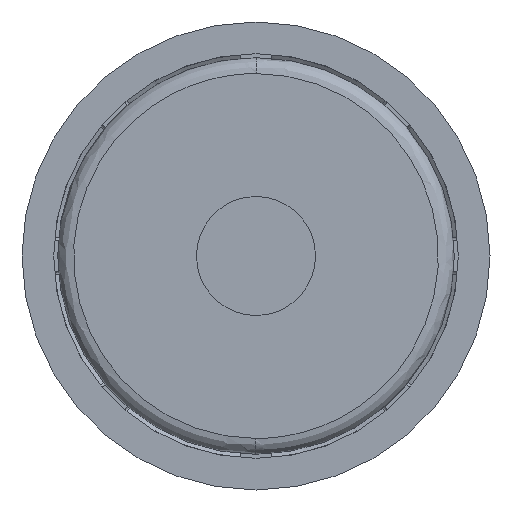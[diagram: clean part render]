
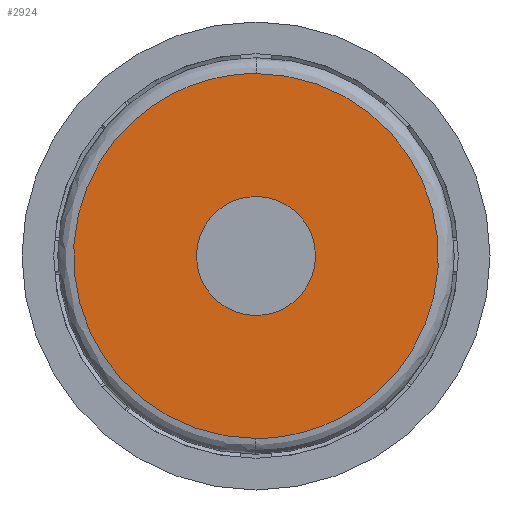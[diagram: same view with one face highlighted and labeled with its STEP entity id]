
A CAD part, front view. The second image highlights one B-rep face of the part: STEP entity #2924.
In plain terms, the highlighted planar face has unit normal (0, -1, 0).
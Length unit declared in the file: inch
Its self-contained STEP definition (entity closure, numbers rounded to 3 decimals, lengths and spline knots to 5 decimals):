
#125 = DIRECTION ( 'NONE',  ( -0.003, 0., -1. ) ) ;
#1195 = CARTESIAN_POINT ( 'NONE',  ( -0.57426, 0.35621, 0.9379 ) ) ;
#1336 = DIRECTION ( 'NONE',  ( 0., 1., 0. ) ) ;
#1650 = CIRCLE ( 'NONE', #5470, 0.29528 ) ;
#1758 = AXIS2_PLACEMENT_3D ( 'NONE', #8566, #3068, #9546 ) ;
#1990 =( BOUNDED_CURVE ( )  B_SPLINE_CURVE ( 3, ( #7673, #1195, #4006, #10490 ),
 .UNSPECIFIED., .F., .F. ) 
 B_SPLINE_CURVE_WITH_KNOTS ( ( 4, 4 ),
 ( 0., 1. ),
 .UNSPECIFIED. ) 
 CURVE ( )  GEOMETRIC_REPRESENTATION_ITEM ( )  RATIONAL_B_SPLINE_CURVE ( ( 1., 0.333, 0.333, 1. ) ) 
 REPRESENTATION_ITEM ( '' )  );
#2139 = PLANE ( 'NONE',  #1758 ) ;
#2205 = CARTESIAN_POINT ( 'NONE',  ( 1.23872, 0.35621, 1.5423 ) ) ;
#2568 = ORIENTED_EDGE ( 'NONE', *, *, #11194, .F. ) ;
#2924 = ADVANCED_FACE ( 'NONE', ( #6872, #4387 ), #2139, .T. ) ;
#3051 = EDGE_CURVE ( 'NONE', #10907, #9461, #1650, .T. ) ;
#3068 = DIRECTION ( 'NONE',  ( 0., -1., 0. ) ) ;
#3364 = CARTESIAN_POINT ( 'NONE',  ( 1.23675, 0.35621, 0.93206 ) ) ;
#3428 = EDGE_CURVE ( 'NONE', #9461, #10907, #10041, .T. ) ;
#3994 = AXIS2_PLACEMENT_3D ( 'NONE', #11182, #5635, #125 ) ;
#4006 = CARTESIAN_POINT ( 'NONE',  ( -0.56842, 0.35621, 2.74892 ) ) ;
#4261 = VERTEX_POINT ( 'NONE', #3364 ) ;
#4387 = FACE_OUTER_BOUND ( 'NONE', #10119, .T. ) ;
#4696 = ORIENTED_EDGE ( 'NONE', *, *, #4753, .F. ) ;
#4753 = EDGE_CURVE ( 'NONE', #4261, #7560, #1990, .T. ) ;
#5084 = CARTESIAN_POINT ( 'NONE',  ( 3.0536, 0.35621, 2.73724 ) ) ;
#5470 = AXIS2_PLACEMENT_3D ( 'NONE', #6871, #1336, #7808 ) ;
#5635 = DIRECTION ( 'NONE',  ( 0., 1., 0. ) ) ;
#5831 = ORIENTED_EDGE ( 'NONE', *, *, #3428, .T. ) ;
#6024 = CARTESIAN_POINT ( 'NONE',  ( 1.23675, 0.35621, 0.93206 ) ) ;
#6448 = ORIENTED_EDGE ( 'NONE', *, *, #3051, .T. ) ;
#6871 = CARTESIAN_POINT ( 'NONE',  ( 1.23967, 0.35621, 1.83757 ) ) ;
#6872 = FACE_BOUND ( 'NONE', #7391, .T. ) ;
#7391 = EDGE_LOOP ( 'NONE', ( #5831, #6448 ) ) ;
#7485 = CARTESIAN_POINT ( 'NONE',  ( 1.24259, 0.35621, 2.74308 ) ) ;
#7560 = VERTEX_POINT ( 'NONE', #7485 ) ;
#7673 = CARTESIAN_POINT ( 'NONE',  ( 1.23675, 0.35621, 0.93206 ) ) ;
#7808 = DIRECTION ( 'NONE',  ( -0.003, 0., -1. ) ) ;
#8566 = CARTESIAN_POINT ( 'NONE',  ( 1.53494, 0.35621, 1.83662 ) ) ;
#9461 = VERTEX_POINT ( 'NONE', #2205 ) ;
#9546 = DIRECTION ( 'NONE',  ( -0.003, 0., -1. ) ) ;
#9722 = CARTESIAN_POINT ( 'NONE',  ( 1.24259, 0.35621, 2.74308 ) ) ;
#10041 = CIRCLE ( 'NONE', #3994, 0.29528 ) ;
#10119 = EDGE_LOOP ( 'NONE', ( #2568, #4696 ) ) ;
#10351 =( BOUNDED_CURVE ( )  B_SPLINE_CURVE ( 3, ( #9722, #5084, #11577, #6024 ),
 .UNSPECIFIED., .F., .F. ) 
 B_SPLINE_CURVE_WITH_KNOTS ( ( 4, 4 ),
 ( 0., 1. ),
 .UNSPECIFIED. ) 
 CURVE ( )  GEOMETRIC_REPRESENTATION_ITEM ( )  RATIONAL_B_SPLINE_CURVE ( ( 1., 0.333, 0.333, 1. ) ) 
 REPRESENTATION_ITEM ( '' )  );
#10490 = CARTESIAN_POINT ( 'NONE',  ( 1.24259, 0.35621, 2.74308 ) ) ;
#10907 = VERTEX_POINT ( 'NONE', #11465 ) ;
#11182 = CARTESIAN_POINT ( 'NONE',  ( 1.23967, 0.35621, 1.83757 ) ) ;
#11194 = EDGE_CURVE ( 'NONE', #7560, #4261, #10351, .T. ) ;
#11465 = CARTESIAN_POINT ( 'NONE',  ( 1.24062, 0.35621, 2.13285 ) ) ;
#11577 = CARTESIAN_POINT ( 'NONE',  ( 3.04776, 0.35621, 0.92623 ) ) ;
